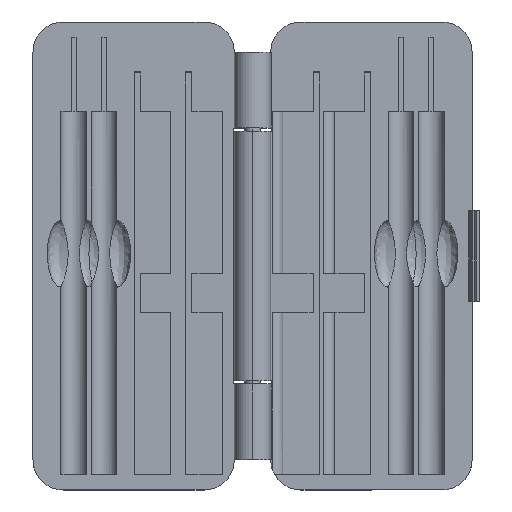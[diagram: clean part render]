
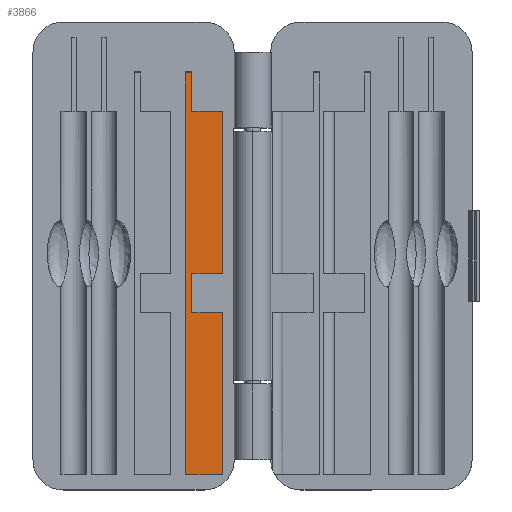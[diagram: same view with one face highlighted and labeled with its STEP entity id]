
A CAD part, top view. The second image highlights one B-rep face of the part: STEP entity #3866.
In plain terms, the highlighted planar face has unit normal (0, 0, 1).
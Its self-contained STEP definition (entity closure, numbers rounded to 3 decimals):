
#8 = CARTESIAN_POINT ( 'NONE',  ( -77.399, 99.858, 180.937 ) ) ;
#149 = DIRECTION ( 'NONE',  ( 1., 0., 0. ) ) ;
#162 = VECTOR ( 'NONE', #1018, 1000. ) ;
#570 = VERTEX_POINT ( 'NONE', #5088 ) ;
#582 = CARTESIAN_POINT ( 'NONE',  ( -77.399, 46.358, 180.937 ) ) ;
#791 = CARTESIAN_POINT ( 'NONE',  ( -89.399, 46.358, 180.937 ) ) ;
#1018 = DIRECTION ( 'NONE',  ( 0., 1., 0. ) ) ;
#1039 = CARTESIAN_POINT ( 'NONE',  ( -126.399, 46.358, 180.937 ) ) ;
#1137 = LINE ( 'NONE', #4458, #5817 ) ;
#1224 = DIRECTION ( 'NONE',  ( 0., -1., 0. ) ) ;
#1368 = VERTEX_POINT ( 'NONE', #3429 ) ;
#1475 = CARTESIAN_POINT ( 'NONE',  ( -87.399, 99.858, 180.937 ) ) ;
#1491 = CARTESIAN_POINT ( 'NONE',  ( -89.399, 179.358, 180.937 ) ) ;
#1511 = CARTESIAN_POINT ( 'NONE',  ( -87.399, 179.358, 180.937 ) ) ;
#1581 = DIRECTION ( 'NONE',  ( -1., 0., 0. ) ) ;
#1672 = CARTESIAN_POINT ( 'NONE',  ( -87.399, 112.858, 180.937 ) ) ;
#1700 = VERTEX_POINT ( 'NONE', #8208 ) ;
#1707 = VERTEX_POINT ( 'NONE', #5173 ) ;
#1800 = VECTOR ( 'NONE', #5325, 1000. ) ;
#1846 = LINE ( 'NONE', #8, #7005 ) ;
#1875 = ORIENTED_EDGE ( 'NONE', *, *, #5775, .T. ) ;
#1889 = EDGE_CURVE ( 'NONE', #2834, #1707, #3499, .T. ) ;
#2121 = ORIENTED_EDGE ( 'NONE', *, *, #2548, .T. ) ;
#2304 = VECTOR ( 'NONE', #8118, 1000. ) ;
#2372 = CARTESIAN_POINT ( 'NONE',  ( -77.399, 112.858, 180.937 ) ) ;
#2548 = EDGE_CURVE ( 'NONE', #7049, #4802, #3517, .T. ) ;
#2596 = VERTEX_POINT ( 'NONE', #791 ) ;
#2834 = VERTEX_POINT ( 'NONE', #1475 ) ;
#2878 = AXIS2_PLACEMENT_3D ( 'NONE', #1039, #7423, #6324 ) ;
#2941 = PLANE ( 'NONE',  #2878 ) ;
#3067 = EDGE_CURVE ( 'NONE', #2596, #1368, #3778, .T. ) ;
#3176 = ORIENTED_EDGE ( 'NONE', *, *, #6117, .T. ) ;
#3417 = EDGE_CURVE ( 'NONE', #1700, #3921, #5368, .T. ) ;
#3429 = CARTESIAN_POINT ( 'NONE',  ( -77.399, 46.358, 180.937 ) ) ;
#3499 = LINE ( 'NONE', #1672, #162 ) ;
#3517 = LINE ( 'NONE', #8005, #5471 ) ;
#3605 = ORIENTED_EDGE ( 'NONE', *, *, #8078, .T. ) ;
#3778 = LINE ( 'NONE', #582, #6318 ) ;
#3866 = ADVANCED_FACE ( 'NONE', ( #6364 ), #2941, .F. ) ;
#3921 = VERTEX_POINT ( 'NONE', #6544 ) ;
#4296 = EDGE_CURVE ( 'NONE', #4507, #7049, #4524, .T. ) ;
#4458 = CARTESIAN_POINT ( 'NONE',  ( -89.399, 46.358, 180.937 ) ) ;
#4507 = VERTEX_POINT ( 'NONE', #6306 ) ;
#4524 = LINE ( 'NONE', #6569, #7461 ) ;
#4802 = VERTEX_POINT ( 'NONE', #6602 ) ;
#5088 = CARTESIAN_POINT ( 'NONE',  ( -77.399, 99.858, 180.937 ) ) ;
#5173 = CARTESIAN_POINT ( 'NONE',  ( -87.399, 112.858, 180.937 ) ) ;
#5325 = DIRECTION ( 'NONE',  ( -1., 0., 0. ) ) ;
#5354 = CARTESIAN_POINT ( 'NONE',  ( -87.399, 99.858, 180.937 ) ) ;
#5368 = LINE ( 'NONE', #1491, #6997 ) ;
#5427 = DIRECTION ( 'NONE',  ( 0., 1., 0. ) ) ;
#5471 = VECTOR ( 'NONE', #6699, 1000. ) ;
#5636 = EDGE_CURVE ( 'NONE', #3921, #2596, #1137, .T. ) ;
#5720 = DIRECTION ( 'NONE',  ( 0., 1., 0. ) ) ;
#5726 = ORIENTED_EDGE ( 'NONE', *, *, #4296, .T. ) ;
#5775 = EDGE_CURVE ( 'NONE', #4802, #1700, #6795, .T. ) ;
#5790 = CARTESIAN_POINT ( 'NONE',  ( -77.399, 166.358, 180.937 ) ) ;
#5817 = VECTOR ( 'NONE', #1224, 1000. ) ;
#5847 = DIRECTION ( 'NONE',  ( 0., 1., 0. ) ) ;
#5904 = ORIENTED_EDGE ( 'NONE', *, *, #5636, .T. ) ;
#6030 = ORIENTED_EDGE ( 'NONE', *, *, #3417, .T. ) ;
#6117 = EDGE_CURVE ( 'NONE', #1707, #4507, #7607, .T. ) ;
#6301 = ORIENTED_EDGE ( 'NONE', *, *, #3067, .T. ) ;
#6306 = CARTESIAN_POINT ( 'NONE',  ( -77.399, 112.858, 180.937 ) ) ;
#6318 = VECTOR ( 'NONE', #149, 1000. ) ;
#6324 = DIRECTION ( 'NONE',  ( -1., 0., 0. ) ) ;
#6364 = FACE_OUTER_BOUND ( 'NONE', #6680, .T. ) ;
#6544 = CARTESIAN_POINT ( 'NONE',  ( -89.399, 179.358, 180.937 ) ) ;
#6553 = LINE ( 'NONE', #5354, #1800 ) ;
#6569 = CARTESIAN_POINT ( 'NONE',  ( -77.399, 166.358, 180.937 ) ) ;
#6602 = CARTESIAN_POINT ( 'NONE',  ( -87.399, 166.358, 180.937 ) ) ;
#6680 = EDGE_LOOP ( 'NONE', ( #6030, #5904, #6301, #8122, #3605, #7735, #3176, #5726, #2121, #1875 ) ) ;
#6699 = DIRECTION ( 'NONE',  ( -1., 0., 0. ) ) ;
#6784 = EDGE_CURVE ( 'NONE', #1368, #570, #1846, .T. ) ;
#6795 = LINE ( 'NONE', #1511, #6910 ) ;
#6910 = VECTOR ( 'NONE', #5427, 1000. ) ;
#6997 = VECTOR ( 'NONE', #1581, 1000. ) ;
#7005 = VECTOR ( 'NONE', #5720, 1000. ) ;
#7049 = VERTEX_POINT ( 'NONE', #5790 ) ;
#7423 = DIRECTION ( 'NONE',  ( 0., 0., -1. ) ) ;
#7461 = VECTOR ( 'NONE', #5847, 1000. ) ;
#7607 = LINE ( 'NONE', #2372, #2304 ) ;
#7735 = ORIENTED_EDGE ( 'NONE', *, *, #1889, .T. ) ;
#8005 = CARTESIAN_POINT ( 'NONE',  ( -87.399, 166.358, 180.937 ) ) ;
#8078 = EDGE_CURVE ( 'NONE', #570, #2834, #6553, .T. ) ;
#8118 = DIRECTION ( 'NONE',  ( 1., 0., 0. ) ) ;
#8122 = ORIENTED_EDGE ( 'NONE', *, *, #6784, .T. ) ;
#8208 = CARTESIAN_POINT ( 'NONE',  ( -87.399, 179.358, 180.937 ) ) ;
